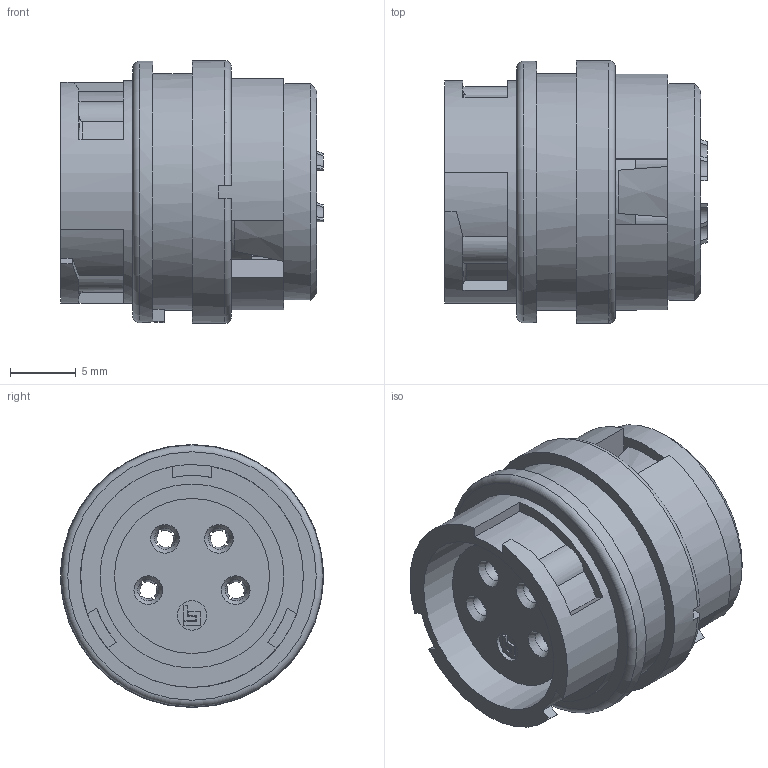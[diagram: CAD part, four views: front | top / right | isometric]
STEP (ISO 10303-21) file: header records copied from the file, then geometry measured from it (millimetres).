
FILE_DESCRIPTION(/* description */ (''),/* implementation_level */ '2;1');
FILE_NAME(/* name */ '99_0612_00_04.step',/* time_stamp */ '2020-04-14T17:24:38+01:00',/* author */ (''),/* organization */ (''),/* preprocessor_version */ 'ST-DEVELOPER v18.1',/* originating_system */ 'Autodesk Translation Framework v9.2.0.1227',/* authorisation */ '');
FILE_SCHEMA (('AUTOMOTIVE_DESIGN { 1 0 10303 214 3 1 1 }'));
Length unit declared in the file: millimetre
Products named in the file (1): 99_0612_00_04
Bounding box: 20 x 20 x 20 mm (x, y, z)
Volume: 3262.4 mm3; surface area: 3870.4 mm2
Topology: 2 solids, 2 shells, 290 faces, 805 edges, 528 vertices
Faces by surface type: plane 154, cylinder 82, cone 30, torus 22, bspline 2
Full cylindrical faces by diameter (mm): 1.6 x4, 1.8 x4, 2.25 x1, 2.4 x4, 2.5 x1, 11.8 x1, 14 x1, 16.5 x1, 16.95 x1, 17.188 x1, 18 x1, 18.1 x1, 19.9 x1, 20 x1
Entity records: 10268 total; most frequent: CARTESIAN_POINT 2723, ORIENTED_EDGE 1606, DIRECTION 1533, EDGE_CURVE 803, AXIS2_PLACEMENT_3D 594, VERTEX_POINT 528, LINE 345, VECTOR 345
